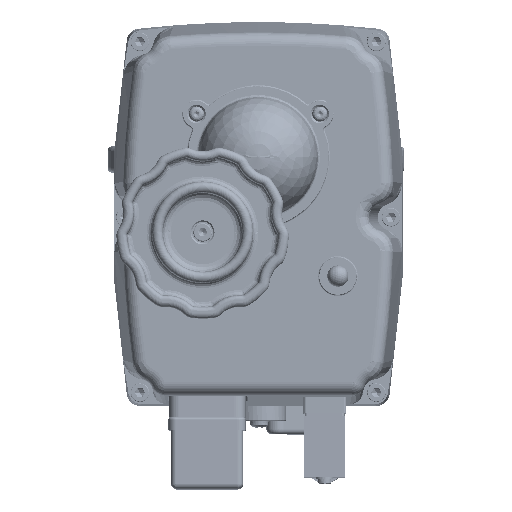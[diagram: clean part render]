
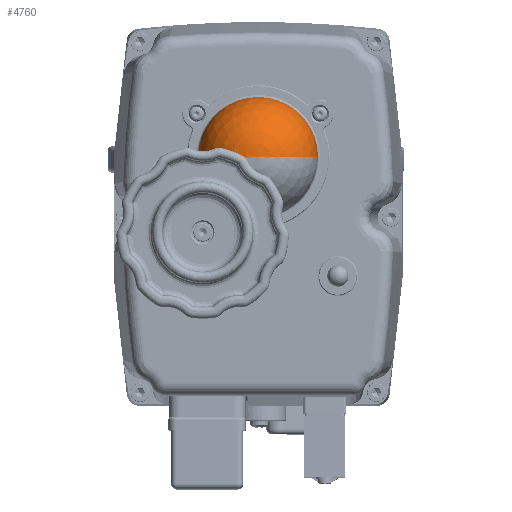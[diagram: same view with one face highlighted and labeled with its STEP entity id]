
A CAD part, top view. The second image highlights one B-rep face of the part: STEP entity #4760.
In plain terms, the highlighted spherical face has radius 22.5 mm.
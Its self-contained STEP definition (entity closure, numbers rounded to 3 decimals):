
#2778 = CIRCLE ( 'NONE', #90192, 22.5 ) ;
#4760 = ADVANCED_FACE ( 'NONE', ( #66364 ), #210564, .T. ) ;
#30011 = AXIS2_PLACEMENT_3D ( 'NONE', #68735, #84319, #157018 ) ;
#30894 = VERTEX_POINT ( 'NONE', #86404 ) ;
#34340 = CARTESIAN_POINT ( 'NONE',  ( 5.736, 22.387, 46.232 ) ) ;
#61121 = EDGE_CURVE ( 'NONE', #115177, #30894, #61924, .T. ) ;
#61924 = CIRCLE ( 'NONE', #138219, 22.487 ) ;
#66364 = FACE_OUTER_BOUND ( 'NONE', #166532, .T. ) ;
#68735 = CARTESIAN_POINT ( 'NONE',  ( 5.736, 22.387, 45.46 ) ) ;
#74587 = ORIENTED_EDGE ( 'NONE', *, *, #61121, .F. ) ;
#84319 = DIRECTION ( 'NONE',  ( 0., 0., -1. ) ) ;
#86404 = CARTESIAN_POINT ( 'NONE',  ( 5.736, -0.1, 46.232 ) ) ;
#90192 = AXIS2_PLACEMENT_3D ( 'NONE', #154278, #134031, #206645 ) ;
#102781 = ORIENTED_EDGE ( 'NONE', *, *, #181196, .T. ) ;
#115177 = VERTEX_POINT ( 'NONE', #184469 ) ;
#124886 = DIRECTION ( 'NONE',  ( 0., 0., -1. ) ) ;
#134031 = DIRECTION ( 'NONE',  ( 1., 0., 0. ) ) ;
#138219 = AXIS2_PLACEMENT_3D ( 'NONE', #34340, #124886, #179686 ) ;
#154278 = CARTESIAN_POINT ( 'NONE',  ( 5.736, 22.387, 45.46 ) ) ;
#157018 = DIRECTION ( 'NONE',  ( 0., 1., 0. ) ) ;
#166532 = EDGE_LOOP ( 'NONE', ( #102781, #74587 ) ) ;
#179686 = DIRECTION ( 'NONE',  ( 0., -1., 0. ) ) ;
#181196 = EDGE_CURVE ( 'NONE', #115177, #30894, #2778, .T. ) ;
#184469 = CARTESIAN_POINT ( 'NONE',  ( 5.736, 44.873, 46.232 ) ) ;
#206645 = DIRECTION ( 'NONE',  ( 0., 0., 1. ) ) ;
#210564 = SPHERICAL_SURFACE ( 'NONE', #30011, 22.5 ) ;
